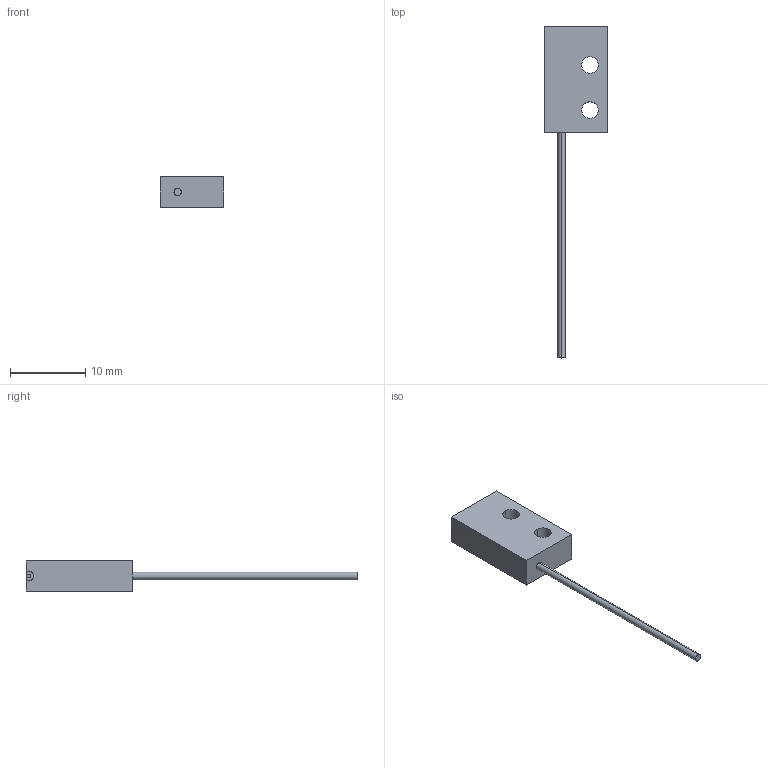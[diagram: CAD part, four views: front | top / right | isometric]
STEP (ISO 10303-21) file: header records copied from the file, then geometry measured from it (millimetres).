
FILE_DESCRIPTION (( 'STEP AP214' ), '1' );
FILE_NAME ('GPF-T028-RTS.STEP', '2017-11-17T16:33:01', ( '' ), ( '' ), 'SwSTEP 2.0', 'SolidWorks 2018', '' );
FILE_SCHEMA (( 'AUTOMOTIVE_DESIGN' ));
Length unit declared in the file: millimetre
Products named in the file (4): GPF-T028-RTS; GPF-T028-RTS_HEAD; GPF-T028-RTS_FIBER; GPF-T028-RTS_LENS
Assembly tree (3 placements, depth 2):
  GPF-T028-RTS
    GPF-T028-RTS_HEAD
    GPF-T028-RTS_FIBER
    GPF-T028-RTS_LENS
Bounding box: 8.5 x 44.2 x 4 mm (x, y, z)
Volume: 475.9 mm3; surface area: 559.5 mm2
Topology: 3 solids, 3 shells, 22 faces, 48 edges, 32 vertices
Faces by surface type: cylinder 11, plane 11
Entity records: 776 total; most frequent: DIRECTION 126, CARTESIAN_POINT 108, ORIENTED_EDGE 96, AXIS2_PLACEMENT_3D 50, EDGE_CURVE 48, VERTEX_POINT 32, LINE 26, EDGE_LOOP 26
